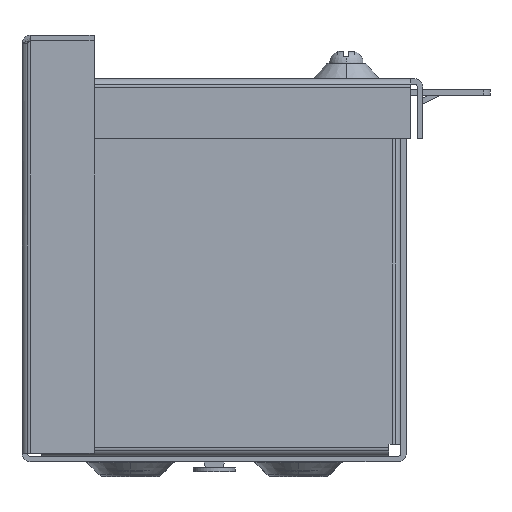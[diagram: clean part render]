
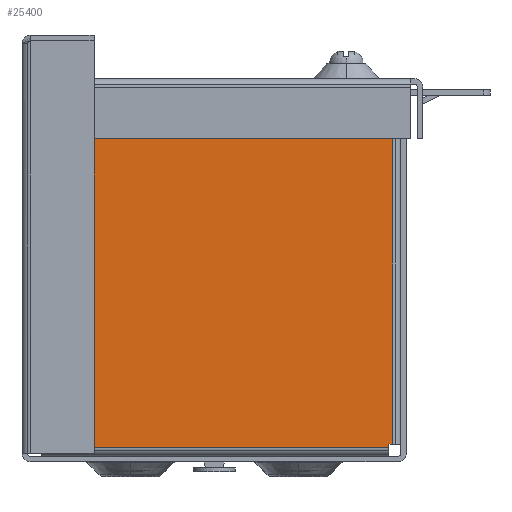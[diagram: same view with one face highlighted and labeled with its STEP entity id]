
A CAD part, left-side view. The second image highlights one B-rep face of the part: STEP entity #25400.
In plain terms, the highlighted planar face has unit normal (-1, 0, 0).
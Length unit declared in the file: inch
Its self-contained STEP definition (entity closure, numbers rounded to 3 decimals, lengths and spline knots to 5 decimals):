
#72 = CARTESIAN_POINT ( 'NONE',  ( -12., -1.943, 3.837 ) ) ;
#102 = LINE ( 'NONE', #11992, #9112 ) ;
#204 = VERTEX_POINT ( 'NONE', #14390 ) ;
#453 = CARTESIAN_POINT ( 'NONE',  ( -12., -1.818, 3.837 ) ) ;
#635 = DIRECTION ( 'NONE',  ( 0., 0., 1. ) ) ;
#648 = DIRECTION ( 'NONE',  ( 0., 1., 0. ) ) ;
#1042 = ORIENTED_EDGE ( 'NONE', *, *, #25612, .T. ) ;
#1188 = CARTESIAN_POINT ( 'NONE',  ( -12., 1.798, 3.798 ) ) ;
#1502 = EDGE_CURVE ( 'NONE', #204, #16009, #102, .T. ) ;
#1740 = VERTEX_POINT ( 'NONE', #1789 ) ;
#1789 = CARTESIAN_POINT ( 'NONE',  ( -12., 1.798, 0.143 ) ) ;
#1997 = VECTOR ( 'NONE', #4393, 39.37008 ) ;
#2186 = ORIENTED_EDGE ( 'NONE', *, *, #11035, .T. ) ;
#2586 = ORIENTED_EDGE ( 'NONE', *, *, #13483, .T. ) ;
#2624 = CARTESIAN_POINT ( 'NONE',  ( -12., 1.798, 0.182 ) ) ;
#2758 = CARTESIAN_POINT ( 'NONE',  ( -12., 1.798, 0.057 ) ) ;
#3314 = EDGE_CURVE ( 'NONE', #15034, #21945, #10869, .T. ) ;
#3475 = EDGE_CURVE ( 'NONE', #3501, #15034, #10067, .T. ) ;
#3501 = VERTEX_POINT ( 'NONE', #13895 ) ;
#3616 = CARTESIAN_POINT ( 'NONE',  ( -12., -1.857, 0.182 ) ) ;
#4113 = ORIENTED_EDGE ( 'NONE', *, *, #22549, .T. ) ;
#4393 = DIRECTION ( 'NONE',  ( 0., -1., 0. ) ) ;
#4582 = VERTEX_POINT ( 'NONE', #18550 ) ;
#4916 = CARTESIAN_POINT ( 'NONE',  ( -12., -1.943, 3.923 ) ) ;
#5116 = ORIENTED_EDGE ( 'NONE', *, *, #1502, .T. ) ;
#5449 = ORIENTED_EDGE ( 'NONE', *, *, #3475, .T. ) ;
#5745 = AXIS2_PLACEMENT_3D ( 'NONE', #4916, #21551, #19054 ) ;
#5878 = LINE ( 'NONE', #72, #14908 ) ;
#6090 = CARTESIAN_POINT ( 'NONE',  ( -12., 1.837, 3.923 ) ) ;
#6437 = VECTOR ( 'NONE', #14870, 39.37008 ) ;
#6625 = EDGE_CURVE ( 'NONE', #1740, #25144, #15000, .T. ) ;
#6785 = ORIENTED_EDGE ( 'NONE', *, *, #20470, .T. ) ;
#7104 = DIRECTION ( 'NONE',  ( 0., 1., 0. ) ) ;
#7140 = FACE_OUTER_BOUND ( 'NONE', #19347, .T. ) ;
#7200 = EDGE_CURVE ( 'NONE', #22770, #20629, #5878, .T. ) ;
#7960 = EDGE_CURVE ( 'NONE', #14158, #22770, #17061, .T. ) ;
#8219 = VECTOR ( 'NONE', #23236, 39.37008 ) ;
#9003 = DIRECTION ( 'NONE',  ( 0., 0., 1. ) ) ;
#9112 = VECTOR ( 'NONE', #20047, 39.37008 ) ;
#9134 = ORIENTED_EDGE ( 'NONE', *, *, #3314, .T. ) ;
#9667 = ORIENTED_EDGE ( 'NONE', *, *, #7200, .T. ) ;
#9851 = DIRECTION ( 'NONE',  ( 0., 1., 0. ) ) ;
#10067 = LINE ( 'NONE', #6090, #18480 ) ;
#10693 = DIRECTION ( 'NONE',  ( 0., 0., -1. ) ) ;
#10696 = LINE ( 'NONE', #18750, #11413 ) ;
#10869 = LINE ( 'NONE', #22483, #1997 ) ;
#11035 = EDGE_CURVE ( 'NONE', #20629, #4582, #25084, .T. ) ;
#11045 = LINE ( 'NONE', #14864, #11477 ) ;
#11356 = LINE ( 'NONE', #19148, #14242 ) ;
#11413 = VECTOR ( 'NONE', #648, 39.37008 ) ;
#11477 = VECTOR ( 'NONE', #25294, 39.37008 ) ;
#11992 = CARTESIAN_POINT ( 'NONE',  ( -12., -1.943, 0.182 ) ) ;
#12535 = VECTOR ( 'NONE', #635, 39.37008 ) ;
#13035 = CARTESIAN_POINT ( 'NONE',  ( -12., -1.943, 0.143 ) ) ;
#13483 = EDGE_CURVE ( 'NONE', #21945, #1740, #20731, .T. ) ;
#13617 = CARTESIAN_POINT ( 'NONE',  ( -12., -1.818, 3.923 ) ) ;
#13895 = CARTESIAN_POINT ( 'NONE',  ( -12., 1.837, 3.798 ) ) ;
#14158 = VERTEX_POINT ( 'NONE', #23450 ) ;
#14242 = VECTOR ( 'NONE', #7104, 39.37008 ) ;
#14390 = CARTESIAN_POINT ( 'NONE',  ( -12., -1.818, 0.182 ) ) ;
#14634 = CARTESIAN_POINT ( 'NONE',  ( -12., -1.818, 0.182 ) ) ;
#14864 = CARTESIAN_POINT ( 'NONE',  ( -12., -1.857, 3.923 ) ) ;
#14870 = DIRECTION ( 'NONE',  ( 0., -1., 0. ) ) ;
#14908 = VECTOR ( 'NONE', #9851, 39.37008 ) ;
#15000 = LINE ( 'NONE', #13035, #6437 ) ;
#15034 = VERTEX_POINT ( 'NONE', #19672 ) ;
#15045 = EDGE_CURVE ( 'NONE', #17523, #14158, #11356, .T. ) ;
#15079 = PLANE ( 'NONE',  #5745 ) ;
#16009 = VERTEX_POINT ( 'NONE', #3616 ) ;
#16506 = ORIENTED_EDGE ( 'NONE', *, *, #6625, .T. ) ;
#16706 = VECTOR ( 'NONE', #10693, 39.37008 ) ;
#17061 = LINE ( 'NONE', #13617, #21696 ) ;
#17523 = VERTEX_POINT ( 'NONE', #20521 ) ;
#17755 = CARTESIAN_POINT ( 'NONE',  ( -12., -1.818, 0.143 ) ) ;
#18480 = VECTOR ( 'NONE', #19976, 39.37008 ) ;
#18550 = CARTESIAN_POINT ( 'NONE',  ( -12., 1.798, 3.798 ) ) ;
#18750 = CARTESIAN_POINT ( 'NONE',  ( -12., 1.923, 3.798 ) ) ;
#19054 = DIRECTION ( 'NONE',  ( 0., 1., 0. ) ) ;
#19148 = CARTESIAN_POINT ( 'NONE',  ( -12., -1.818, 3.798 ) ) ;
#19347 = EDGE_LOOP ( 'NONE', ( #16506, #1042, #5116, #4113, #19596, #19455, #9667, #2186, #6785, #5449, #9134, #2586 ) ) ;
#19455 = ORIENTED_EDGE ( 'NONE', *, *, #7960, .T. ) ;
#19596 = ORIENTED_EDGE ( 'NONE', *, *, #15045, .T. ) ;
#19672 = CARTESIAN_POINT ( 'NONE',  ( -12., 1.837, 0.182 ) ) ;
#19976 = DIRECTION ( 'NONE',  ( 0., 0., -1. ) ) ;
#20047 = DIRECTION ( 'NONE',  ( 0., -1., 0. ) ) ;
#20470 = EDGE_CURVE ( 'NONE', #4582, #3501, #10696, .T. ) ;
#20521 = CARTESIAN_POINT ( 'NONE',  ( -12., -1.857, 3.798 ) ) ;
#20629 = VERTEX_POINT ( 'NONE', #25463 ) ;
#20731 = LINE ( 'NONE', #2758, #16706 ) ;
#21551 = DIRECTION ( 'NONE',  ( -1., 0., 0. ) ) ;
#21696 = VECTOR ( 'NONE', #9003, 39.37008 ) ;
#21945 = VERTEX_POINT ( 'NONE', #2624 ) ;
#22483 = CARTESIAN_POINT ( 'NONE',  ( -12., 1.798, 0.182 ) ) ;
#22549 = EDGE_CURVE ( 'NONE', #16009, #17523, #11045, .T. ) ;
#22770 = VERTEX_POINT ( 'NONE', #453 ) ;
#22940 = LINE ( 'NONE', #14634, #12535 ) ;
#23236 = DIRECTION ( 'NONE',  ( 0., 0., -1. ) ) ;
#23450 = CARTESIAN_POINT ( 'NONE',  ( -12., -1.818, 3.798 ) ) ;
#25084 = LINE ( 'NONE', #1188, #8219 ) ;
#25144 = VERTEX_POINT ( 'NONE', #17755 ) ;
#25294 = DIRECTION ( 'NONE',  ( 0., 0., 1. ) ) ;
#25400 = ADVANCED_FACE ( 'NONE', ( #7140 ), #15079, .T. ) ;
#25463 = CARTESIAN_POINT ( 'NONE',  ( -12., 1.798, 3.837 ) ) ;
#25612 = EDGE_CURVE ( 'NONE', #25144, #204, #22940, .T. ) ;
